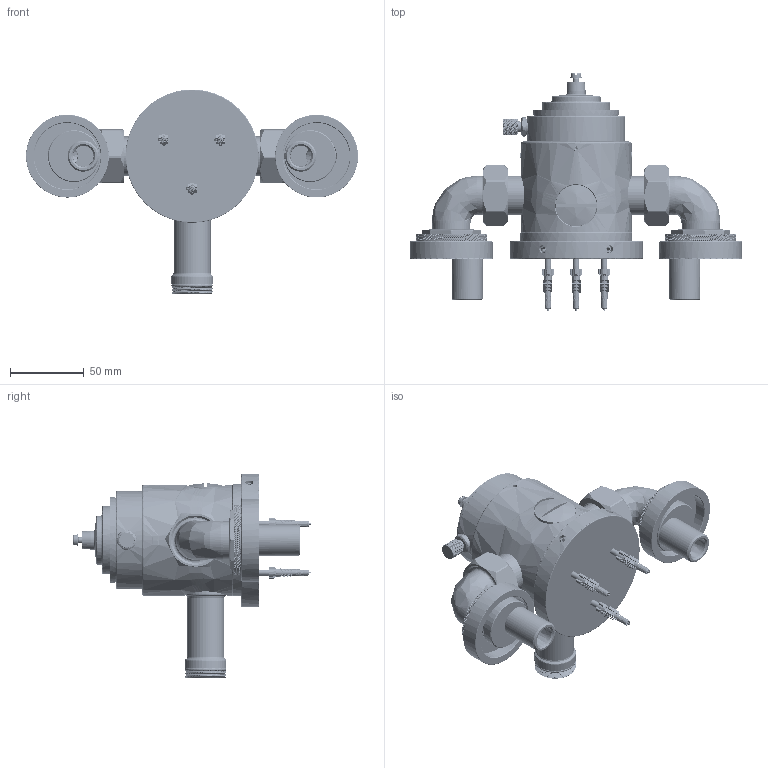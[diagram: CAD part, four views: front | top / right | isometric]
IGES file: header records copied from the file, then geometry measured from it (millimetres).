
Global section: file name: V740-K; native system: Autodesk Inventor 2018; preprocessor: unknown; author: gwilkes; date: 20180228.110813; units: millimetre
Bounding box: 224.43 x 160.75 x 138.5 mm (x, y, z)
Volume: 533818.1 mm3; surface area: 250785.7 mm2
Topology: 64 solids, 64 shells, 11019 faces, 25021 edges, 14212 vertices
Faces by surface type: bspline 11019
